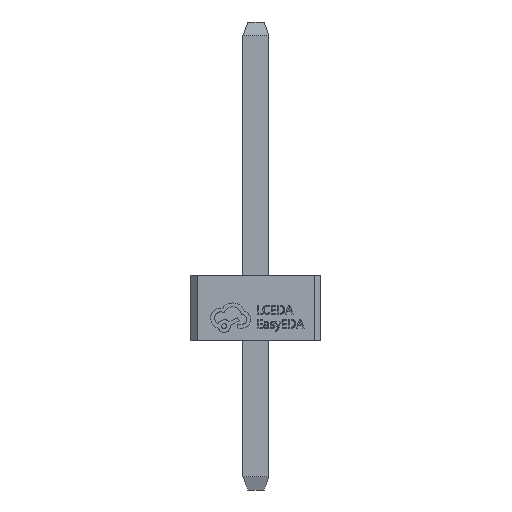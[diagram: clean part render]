
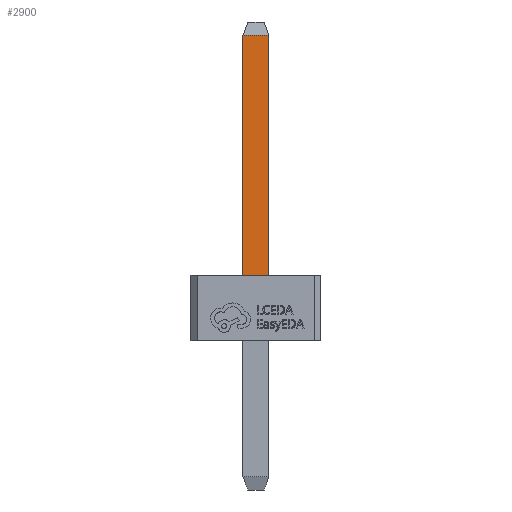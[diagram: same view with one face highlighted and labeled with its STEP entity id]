
A CAD part, left-side view. The second image highlights one B-rep face of the part: STEP entity #2900.
In plain terms, the highlighted planar face has unit normal (-1, 0, 0).
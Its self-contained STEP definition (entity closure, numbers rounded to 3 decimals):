
#26 = VERTEX_POINT ( 'NONE', #7294 ) ;
#363 = AXIS2_PLACEMENT_3D ( 'NONE', #10271, #11272, #9142 ) ;
#791 = VECTOR ( 'NONE', #11048, 1000. ) ;
#1136 = VERTEX_POINT ( 'NONE', #7459 ) ;
#1317 = ORIENTED_EDGE ( 'NONE', *, *, #3868, .T. ) ;
#2359 = LINE ( 'NONE', #9411, #12807 ) ;
#2729 = CARTESIAN_POINT ( 'NONE',  ( -0.2, 0.2, 4.7 ) ) ;
#2900 = ADVANCED_FACE ( 'NONE', ( #7143 ), #11482, .T. ) ;
#3148 = EDGE_CURVE ( 'NONE', #26, #1136, #7997, .T. ) ;
#3868 = EDGE_CURVE ( 'NONE', #11524, #26, #2359, .T. ) ;
#4179 = EDGE_CURVE ( 'NONE', #11881, #1136, #12048, .T. ) ;
#4556 = EDGE_CURVE ( 'NONE', #11881, #11524, #8935, .T. ) ;
#6985 = CARTESIAN_POINT ( 'NONE',  ( -0.2, 0., 1. ) ) ;
#7143 = FACE_OUTER_BOUND ( 'NONE', #8572, .T. ) ;
#7294 = CARTESIAN_POINT ( 'NONE',  ( -0.2, 0.2, 1. ) ) ;
#7459 = CARTESIAN_POINT ( 'NONE',  ( -0.2, -0.2, 1. ) ) ;
#7997 = LINE ( 'NONE', #6985, #791 ) ;
#8206 = CARTESIAN_POINT ( 'NONE',  ( -0.2, -0.2, 4.7 ) ) ;
#8572 = EDGE_LOOP ( 'NONE', ( #1317, #11681, #9545, #9840 ) ) ;
#8935 = LINE ( 'NONE', #2729, #10847 ) ;
#9142 = DIRECTION ( 'NONE',  ( 0., 0., 1. ) ) ;
#9411 = CARTESIAN_POINT ( 'NONE',  ( -0.2, 0.2, 4.9 ) ) ;
#9545 = ORIENTED_EDGE ( 'NONE', *, *, #4179, .F. ) ;
#9840 = ORIENTED_EDGE ( 'NONE', *, *, #4556, .T. ) ;
#10030 = VECTOR ( 'NONE', #11788, 1000. ) ;
#10271 = CARTESIAN_POINT ( 'NONE',  ( -0.2, 0.2, 4.9 ) ) ;
#10531 = DIRECTION ( 'NONE',  ( 0., 0., -1. ) ) ;
#10847 = VECTOR ( 'NONE', #10913, 1000. ) ;
#10913 = DIRECTION ( 'NONE',  ( 0., 1., 0. ) ) ;
#11048 = DIRECTION ( 'NONE',  ( 0., -1., 0. ) ) ;
#11272 = DIRECTION ( 'NONE',  ( -1., 0., 0. ) ) ;
#11350 = CARTESIAN_POINT ( 'NONE',  ( -0.2, 0.2, 4.7 ) ) ;
#11482 = PLANE ( 'NONE',  #363 ) ;
#11524 = VERTEX_POINT ( 'NONE', #11350 ) ;
#11681 = ORIENTED_EDGE ( 'NONE', *, *, #3148, .T. ) ;
#11788 = DIRECTION ( 'NONE',  ( 0., 0., -1. ) ) ;
#11881 = VERTEX_POINT ( 'NONE', #8206 ) ;
#12048 = LINE ( 'NONE', #12972, #10030 ) ;
#12807 = VECTOR ( 'NONE', #10531, 1000. ) ;
#12972 = CARTESIAN_POINT ( 'NONE',  ( -0.2, -0.2, 4.9 ) ) ;
